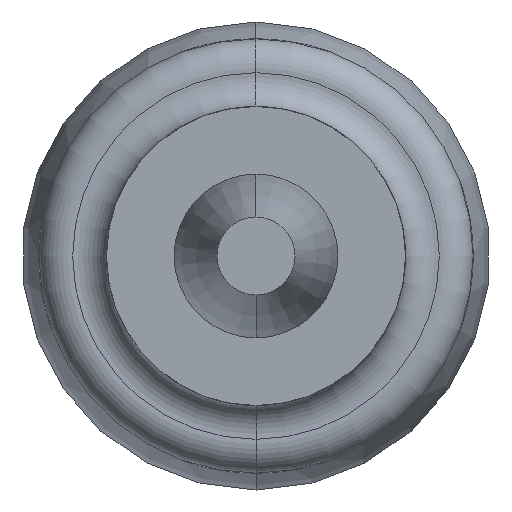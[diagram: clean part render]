
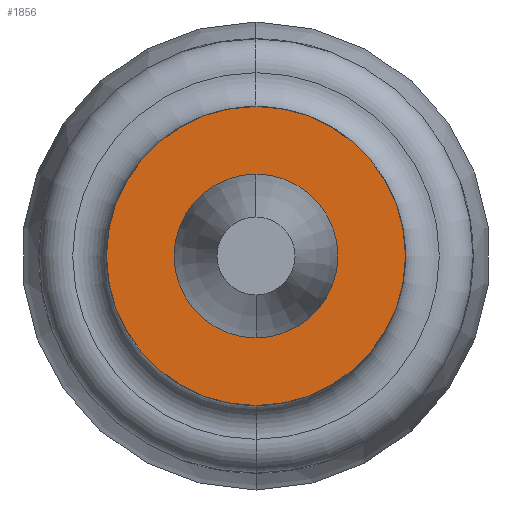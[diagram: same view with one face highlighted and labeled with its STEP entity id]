
A CAD part, front view. The second image highlights one B-rep face of the part: STEP entity #1856.
In plain terms, the highlighted planar face has unit normal (0, -1, 0).
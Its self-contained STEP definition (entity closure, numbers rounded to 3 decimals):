
#8 = DIRECTION ( 'NONE',  ( 0., 1., 0. ) ) ;
#60 = CARTESIAN_POINT ( 'NONE',  ( 0., -30., 0.575 ) ) ;
#345 = DIRECTION ( 'NONE',  ( 0., 0., 1. ) ) ;
#514 = DIRECTION ( 'NONE',  ( 0., 1., 0. ) ) ;
#562 = DIRECTION ( 'NONE',  ( 0., 1., 0. ) ) ;
#564 = CARTESIAN_POINT ( 'NONE',  ( 0., -30., 0. ) ) ;
#616 = AXIS2_PLACEMENT_3D ( 'NONE', #1949, #562, #3779 ) ;
#711 = EDGE_LOOP ( 'NONE', ( #3070, #4470 ) ) ;
#725 = CIRCLE ( 'NONE', #2341, 0.575 ) ;
#1003 = PLANE ( 'NONE',  #616 ) ;
#1024 = CARTESIAN_POINT ( 'NONE',  ( 0., -30., -0.575 ) ) ;
#1384 = ORIENTED_EDGE ( 'NONE', *, *, #3995, .T. ) ;
#1577 = CARTESIAN_POINT ( 'NONE',  ( 0., -30., -0.315 ) ) ;
#1797 = CARTESIAN_POINT ( 'NONE',  ( 0., -30., 0. ) ) ;
#1856 = ADVANCED_FACE ( 'Defeature ausgef�hrt3_4', ( #4384, #2384 ), #1003, .F. ) ;
#1874 = ORIENTED_EDGE ( 'NONE', *, *, #2727, .T. ) ;
#1949 = CARTESIAN_POINT ( 'NONE',  ( 0.575, -30., 0. ) ) ;
#2057 = AXIS2_PLACEMENT_3D ( 'NONE', #1797, #8, #5620 ) ;
#2186 = VERTEX_POINT ( 'NONE', #1577 ) ;
#2341 = AXIS2_PLACEMENT_3D ( 'NONE', #3414, #3355, #4244 ) ;
#2384 = FACE_OUTER_BOUND ( 'NONE', #711, .T. ) ;
#2727 = EDGE_CURVE ( 'Defeature ausgef�hrt3_4+Defeature ausgef�hrt3_0+Defeature ausgef�hrt3_0+Defeature ausgef�hrt3_0', #2186, #5394, #2910, .T. ) ;
#2892 = VERTEX_POINT ( 'NONE', #1024 ) ;
#2910 = CIRCLE ( 'NONE', #4893, 0.315 ) ;
#3070 = ORIENTED_EDGE ( 'NONE', *, *, #6003, .F. ) ;
#3183 = CIRCLE ( 'NONE', #3580, 0.315 ) ;
#3355 = DIRECTION ( 'NONE',  ( 0., 1., 0. ) ) ;
#3414 = CARTESIAN_POINT ( 'NONE',  ( 0., -30., 0. ) ) ;
#3449 = VERTEX_POINT ( 'NONE', #60 ) ;
#3580 = AXIS2_PLACEMENT_3D ( 'NONE', #564, #514, #3823 ) ;
#3654 = DIRECTION ( 'NONE',  ( 0., 1., 0. ) ) ;
#3779 = DIRECTION ( 'NONE',  ( 0., 0., 1. ) ) ;
#3823 = DIRECTION ( 'NONE',  ( 0., 0., 1. ) ) ;
#3995 = EDGE_CURVE ( 'Defeature ausgef�hrt3_4+Defeature ausgef�hrt3_0+Defeature ausgef�hrt3_0+Defeature ausgef�hrt3_0', #5394, #2186, #3183, .T. ) ;
#4114 = CARTESIAN_POINT ( 'NONE',  ( 0., -30., 0.315 ) ) ;
#4244 = DIRECTION ( 'NONE',  ( 0., 0., 1. ) ) ;
#4384 = FACE_BOUND ( 'NONE', #4971, .T. ) ;
#4470 = ORIENTED_EDGE ( 'NONE', *, *, #5115, .F. ) ;
#4893 = AXIS2_PLACEMENT_3D ( 'NONE', #5586, #3654, #345 ) ;
#4921 = CIRCLE ( 'NONE', #2057, 0.575 ) ;
#4971 = EDGE_LOOP ( 'NONE', ( #1384, #1874 ) ) ;
#5115 = EDGE_CURVE ( 'Defeature ausgef�hrt3_5+Defeature ausgef�hrt3_4+Defeature ausgef�hrt3_4+Defeature ausgef�hrt3_4', #2892, #3449, #4921, .T. ) ;
#5394 = VERTEX_POINT ( 'NONE', #4114 ) ;
#5586 = CARTESIAN_POINT ( 'NONE',  ( 0., -30., 0. ) ) ;
#5620 = DIRECTION ( 'NONE',  ( 0., 0., 1. ) ) ;
#6003 = EDGE_CURVE ( 'Defeature ausgef�hrt3_5+Defeature ausgef�hrt3_4+Defeature ausgef�hrt3_4+Defeature ausgef�hrt3_4', #3449, #2892, #725, .T. ) ;
